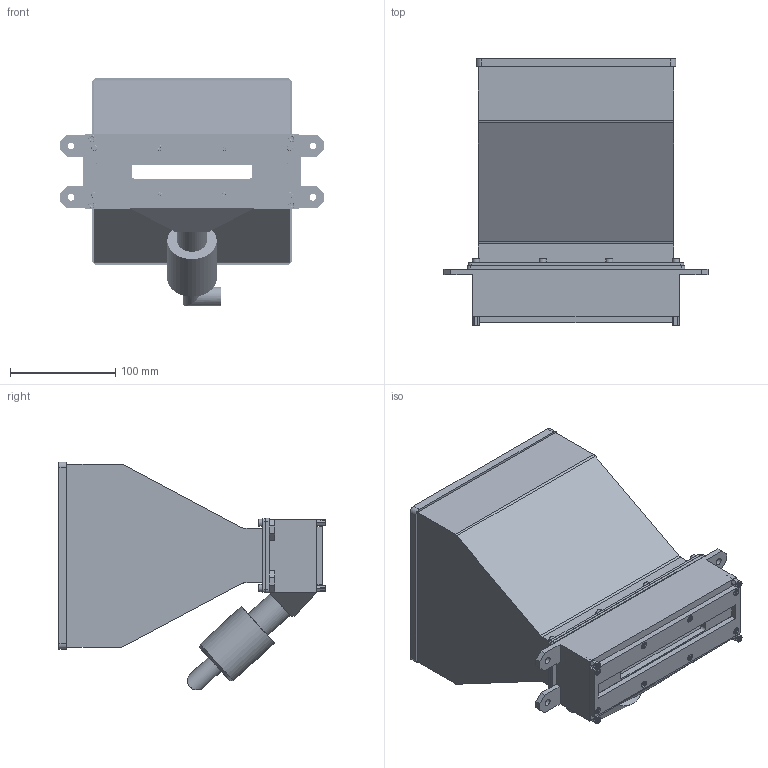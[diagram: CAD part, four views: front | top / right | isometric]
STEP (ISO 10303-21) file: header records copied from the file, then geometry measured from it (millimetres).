
FILE_DESCRIPTION(/* description */ (''),/* implementation_level */ '2;1');
FILE_NAME(/* name */ 'Hopper v22.step',/* time_stamp */ '2022-07-16T00:16:57+02:00',/* author */ (''),/* organization */ (''),/* preprocessor_version */ 'ST-DEVELOPER v19',/* originating_system */ 'Autodesk Translation Framework v11.7.0.108',/* authorisation */ '');
FILE_SCHEMA (('AUTOMOTIVE_DESIGN { 1 0 10303 214 3 1 1 }'));
Length unit declared in the file: millimetre
Products named in the file (5): Hopper; 91251A194_BLACK-OXIDE ALLOY STEEL SOCKET HEAD SCREW; 93655A421; Telsonic Converter; 93070A064
Assembly tree (21 placements, depth 2):
  Hopper
    91251A194_BLACK-OXIDE ALLOY STEEL SOCKET HEAD SCREW  x8
    93655A421  x4
    Telsonic Converter
    93070A064  x8
Bounding box: 251.16 x 253.4 x 216.8 mm (x, y, z)
Volume: 1209809.3 mm3; surface area: 431905.8 mm2
Topology: 26 solids, 26 shells, 1358 faces, 3474 edges, 2221 vertices
Faces by surface type: cylinder 768, plane 319, cone 221, bspline 50
Full cylindrical faces by diameter (mm): 2.35 x120, 3 x112, 3.086 x4, 3.091 x60, 3.134 x120, 3.4 x16, 4 x60, 4.166 x112, 5.5 x8, 6.5 x12, 6.858 x8, 18 x2, 28 x1, 47.1 x1
Entity records: 20956 total; most frequent: CARTESIAN_POINT 12059, ORIENTED_EDGE 1906, DIRECTION 1661, EDGE_CURVE 953, VERTEX_POINT 624, AXIS2_PLACEMENT_3D 590, LINE 481, VECTOR 481
